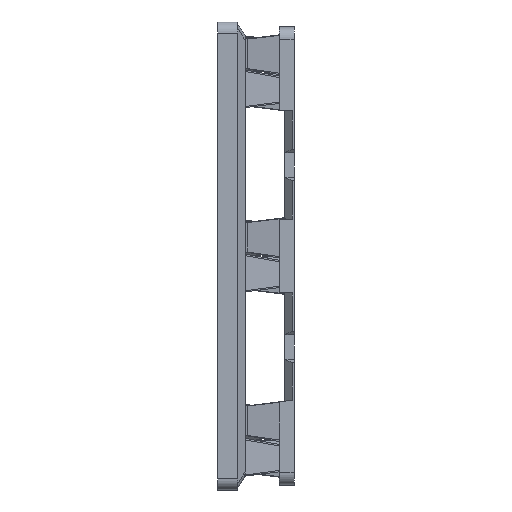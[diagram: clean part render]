
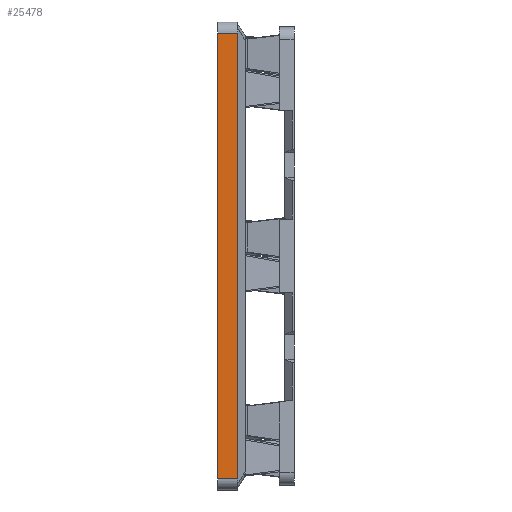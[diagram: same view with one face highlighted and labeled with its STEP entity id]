
A CAD part, left-side view. The second image highlights one B-rep face of the part: STEP entity #25478.
In plain terms, the highlighted planar face has unit normal (-1, 0, 0).
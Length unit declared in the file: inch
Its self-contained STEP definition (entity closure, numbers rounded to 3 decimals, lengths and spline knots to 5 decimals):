
#15540=DIRECTION('',(0.,0.,1.));
#15541=VECTOR('',#15540,43.575);
#15542=CARTESIAN_POINT('',(-24.375,2.6875,-21.7875));
#15543=LINE('',#15542,#15541);
#15786=DIRECTION('',(0.,1.,0.));
#15787=VECTOR('',#15786,1.96035);
#15788=CARTESIAN_POINT('',(-24.375,0.72715,21.7875));
#15789=LINE('',#15788,#15787);
#15794=DIRECTION('',(0.,0.,1.));
#15795=VECTOR('',#15794,43.575);
#15796=CARTESIAN_POINT('',(-24.375,0.72715,-21.7875));
#15797=LINE('',#15796,#15795);
#15798=DIRECTION('',(0.,1.,0.));
#15799=VECTOR('',#15798,1.96035);
#15800=CARTESIAN_POINT('',(-24.375,0.72715,-21.7875));
#15801=LINE('',#15800,#15799);
#21110=CARTESIAN_POINT('',(-24.375,2.6875,-21.7875));
#21112=VERTEX_POINT('',#21110);
#21113=CARTESIAN_POINT('',(-24.375,2.6875,21.7875));
#21114=VERTEX_POINT('',#21113);
#22879=CARTESIAN_POINT('',(-24.375,0.72715,-21.7875));
#22880=CARTESIAN_POINT('',(-24.375,0.72715,21.7875));
#22881=VERTEX_POINT('',#22879);
#22882=VERTEX_POINT('',#22880);
#25467=CARTESIAN_POINT('',(-24.375,0.,-21.7875));
#25468=DIRECTION('',(-1.,0.,0.));
#25469=DIRECTION('',(0.,0.,1.));
#25470=AXIS2_PLACEMENT_3D('',#25467,#25468,#25469);
#25471=PLANE('',#25470);
#25472=ORIENTED_EDGE('',*,*,#24897,.F.);
#25473=ORIENTED_EDGE('',*,*,#24938,.T.);
#25474=ORIENTED_EDGE('',*,*,#25078,.T.);
#25475=ORIENTED_EDGE('',*,*,#25460,.F.);
#25476=EDGE_LOOP('',(#25472,#25473,#25474,#25475));
#25477=FACE_OUTER_BOUND('',#25476,.F.);
#25478=ADVANCED_FACE('',(#25477),#25471,.T.);
#24897=EDGE_CURVE('',#22881,#22882,#15797,.T.);
#24938=EDGE_CURVE('',#22881,#21112,#15801,.T.);
#25078=EDGE_CURVE('',#21112,#21114,#15543,.T.);
#25460=EDGE_CURVE('',#22882,#21114,#15789,.T.);
